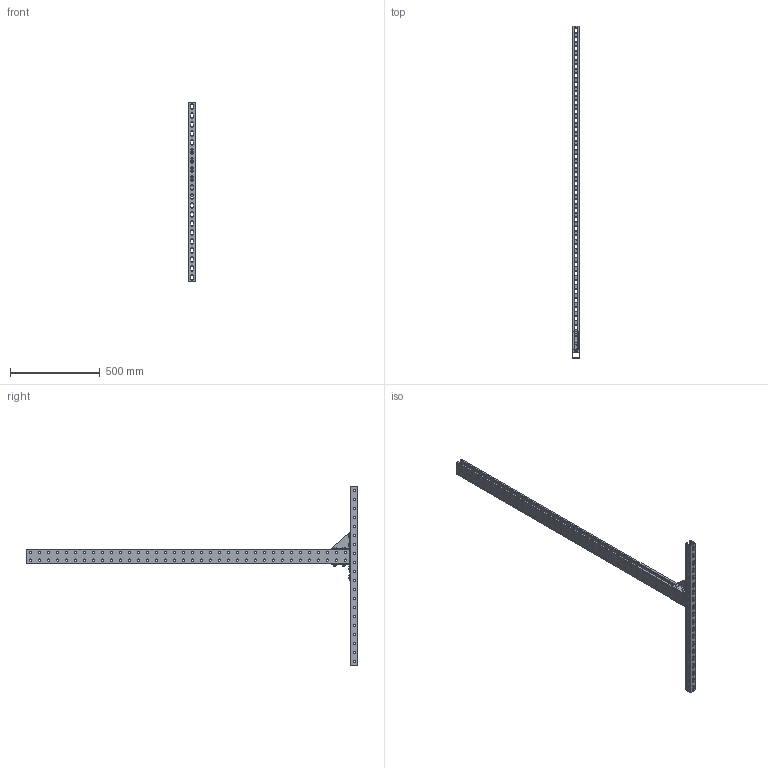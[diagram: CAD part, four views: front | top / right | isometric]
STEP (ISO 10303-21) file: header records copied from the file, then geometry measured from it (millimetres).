
FILE_DESCRIPTION (( 'STEP AP203' ), '1' );
FILE_NAME ('TI-00D-STF-180 TITAN Ñòîéêà äëÿ íàïîëüíîé óñòàíîâêè 1800 (2øò. êîìïë) IEK.STEP', '2024-09-11T09:43:58', ( '' ), ( '' ), 'SwSTEP 2.0', 'SolidWorks 2022', '' );
FILE_SCHEMA (( 'CONFIG_CONTROL_DESIGN' ));
Length unit declared in the file: millimetre
Products named in the file (7): Крепеж_STR_-01; Уголок_STR; Уголок_STR_-01; Профиль_STR_1800; TI-00D-STF-180 TITAN Стойка для напольной установки 1800 (2шт. компл) IEK; Профиль_STR_900; Крепеж_STR
Assembly tree (10 placements, depth 2):
  TI-00D-STF-180 TITAN Стойка для напольной установки 1800 (2шт. компл) IEK
    Профиль_STR_900
    Профиль_STR_1800
    Уголок_STR
    Крепеж_STR_-01  x2
    Крепеж_STR  x4
    Уголок_STR_-01
Bounding box: 41 x 1845 x 1000 mm (x, y, z)
Volume: 1785983.5 mm3; surface area: 1104929.2 mm2
Topology: 10 solids, 10 shells, 580 faces, 1814 edges, 1274 vertices
Faces by surface type: cylinder 318, plane 262
Full cylindrical faces by diameter (mm): 10 x8, 12.5 x184, 13 x8, 14 x6
Entity records: 17807 total; most frequent: DIRECTION 2928, CARTESIAN_POINT 2765, ORIENTED_EDGE 2536, EDGE_CURVE 1268, EDGE_LOOP 1208, AXIS2_PLACEMENT_3D 1139, VERTEX_POINT 976, FACE_OUTER_BOUND 705
